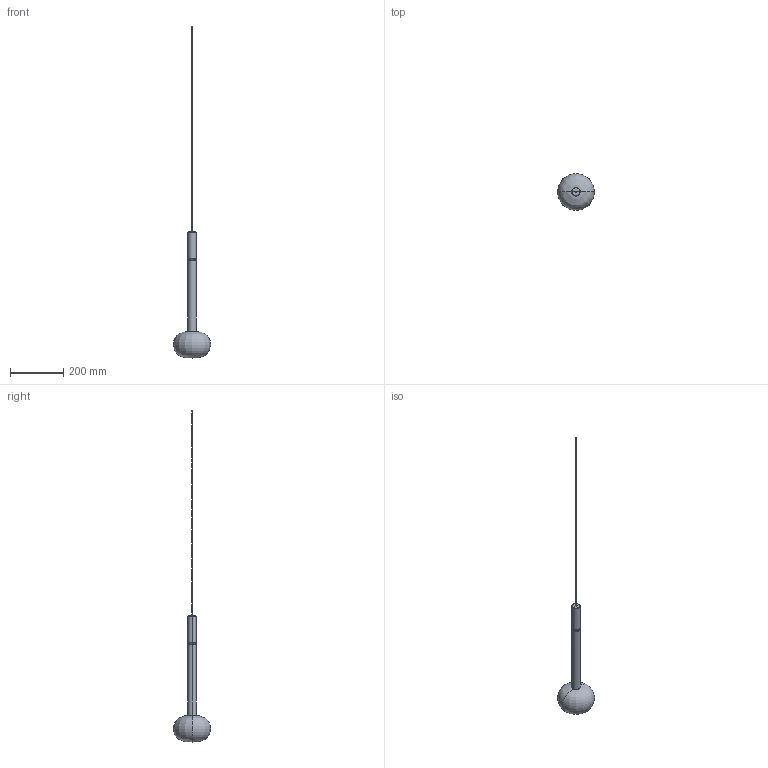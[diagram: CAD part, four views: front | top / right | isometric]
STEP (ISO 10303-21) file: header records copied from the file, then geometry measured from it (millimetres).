
FILE_DESCRIPTION(/* description */ (''),/* implementation_level */ '2;1');
FILE_NAME(/* name */ '174419~4',/* time_stamp */ '2020-05-13T15:37:53+02:00',/* author */ (''),/* organization */ (''),/* preprocessor_version */ 'ST-DEVELOPER v15',/* originating_system */ '',/* authorisation */ '');
FILE_SCHEMA (('AUTOMOTIVE_DESIGN'));
Length unit declared in the file: millimetre
Products named in the file (1): Document
Bounding box: 140 x 140 x 1249.96 mm (x, y, z)
Volume: 1445731.4 mm3; surface area: 100072.1 mm2
Topology: 3 solids, 5 shells, 27 faces, 62 edges, 30 vertices
Faces by surface type: bspline 26, plane 1
Entity records: 1171 total; most frequent: CARTESIAN_POINT 802, ORIENTED_EDGE 94, EDGE_CURVE 50, VERTEX_POINT 30, ADVANCED_FACE 27, FACE_OUTER_BOUND 27, EDGE_LOOP 27, B_SPLINE_CURVE_WITH_KNOTS 20
